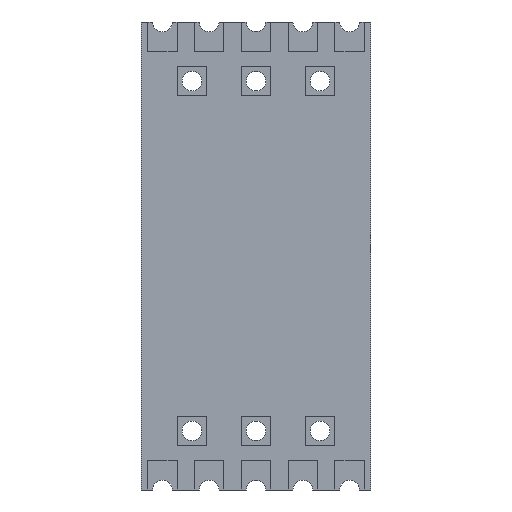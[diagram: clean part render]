
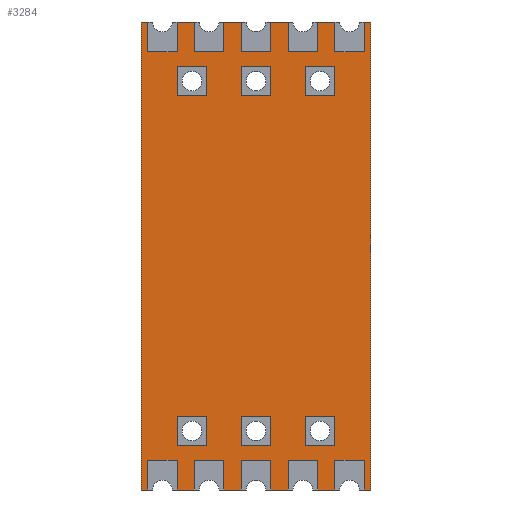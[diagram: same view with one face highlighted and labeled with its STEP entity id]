
A CAD part, front view. The second image highlights one B-rep face of the part: STEP entity #3284.
In plain terms, the highlighted planar face has unit normal (0, -1, 0).
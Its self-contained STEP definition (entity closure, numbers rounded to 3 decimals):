
#3284=ADVANCED_FACE('',(#5979,#5981,#5983,#5985,#5987,#5989,#5991),#5993,.T.);
#5979=FACE_BOUND('',#5980,.T.);
#5980=EDGE_LOOP('',(#7773,#7774,#7775,#7776,#7777,#7778,#7779,#7780,#7781,#7782,
#7783,#7784,#7785,#7786,#7787,#7788,#7789,#7790,#7791,#7792,#7793,#7794,#7795,#7796));
#5981=FACE_BOUND('',#5982,.T.);
#5982=EDGE_LOOP('',(#7797));
#5983=FACE_BOUND('',#5984,.T.);
#5984=EDGE_LOOP('',(#7798));
#5985=FACE_BOUND('',#5986,.T.);
#5986=EDGE_LOOP('',(#7799));
#5987=FACE_BOUND('',#5988,.T.);
#5988=EDGE_LOOP('',(#7800));
#5989=FACE_BOUND('',#5990,.T.);
#5990=EDGE_LOOP('',(#7801));
#5991=FACE_BOUND('',#5992,.T.);
#5992=EDGE_LOOP('',(#7802));
#5993=PLANE('',#5994);
#5994=AXIS2_PLACEMENT_3D('',#5995,#5996,#5997);
#5995=CARTESIAN_POINT('',(-4.65,-3.75,-9.5));
#5996=DIRECTION('',(0.,-1.,0.));
#5997=DIRECTION('',(1.,0.,0.));
#7773=ORIENTED_EDGE('',*,*,#8708,.F.);
#7774=ORIENTED_EDGE('',*,*,#8709,.T.);
#7775=ORIENTED_EDGE('',*,*,#8710,.F.);
#7776=ORIENTED_EDGE('',*,*,#8711,.T.);
#7777=ORIENTED_EDGE('',*,*,#8712,.T.);
#7778=ORIENTED_EDGE('',*,*,#8713,.F.);
#7779=ORIENTED_EDGE('',*,*,#8714,.T.);
#7780=ORIENTED_EDGE('',*,*,#8715,.F.);
#7781=ORIENTED_EDGE('',*,*,#8716,.T.);
#7782=ORIENTED_EDGE('',*,*,#8717,.F.);
#7783=ORIENTED_EDGE('',*,*,#8718,.T.);
#7784=ORIENTED_EDGE('',*,*,#8719,.F.);
#7785=ORIENTED_EDGE('',*,*,#8720,.T.);
#7786=ORIENTED_EDGE('',*,*,#8721,.F.);
#7787=ORIENTED_EDGE('',*,*,#8722,.T.);
#7788=ORIENTED_EDGE('',*,*,#8723,.F.);
#7789=ORIENTED_EDGE('',*,*,#8724,.F.);
#7790=ORIENTED_EDGE('',*,*,#8725,.T.);
#7791=ORIENTED_EDGE('',*,*,#8726,.F.);
#7792=ORIENTED_EDGE('',*,*,#8727,.T.);
#7793=ORIENTED_EDGE('',*,*,#8728,.F.);
#7794=ORIENTED_EDGE('',*,*,#8729,.T.);
#7795=ORIENTED_EDGE('',*,*,#8730,.F.);
#7796=ORIENTED_EDGE('',*,*,#8731,.T.);
#7797=ORIENTED_EDGE('',*,*,#8732,.T.);
#7798=ORIENTED_EDGE('',*,*,#8733,.T.);
#7799=ORIENTED_EDGE('',*,*,#8734,.T.);
#7800=ORIENTED_EDGE('',*,*,#8735,.T.);
#7801=ORIENTED_EDGE('',*,*,#8736,.T.);
#7802=ORIENTED_EDGE('',*,*,#8737,.T.);
#8708=EDGE_CURVE('',#10079,#10080,#10081,.T.);
#8709=EDGE_CURVE('',#10079,#10082,#10083,.T.);
#8710=EDGE_CURVE('',#10084,#10082,#10085,.T.);
#8711=EDGE_CURVE('',#10084,#10086,#10087,.T.);
#8712=EDGE_CURVE('',#10086,#10088,#10089,.T.);
#8713=EDGE_CURVE('',#10090,#10088,#10091,.T.);
#8714=EDGE_CURVE('',#10090,#10092,#10093,.T.);
#8715=EDGE_CURVE('',#10094,#10092,#10095,.T.);
#8716=EDGE_CURVE('',#10094,#10096,#10097,.T.);
#8717=EDGE_CURVE('',#10098,#10096,#10099,.T.);
#8718=EDGE_CURVE('',#10098,#10100,#10101,.T.);
#8719=EDGE_CURVE('',#10102,#10100,#10103,.T.);
#8720=EDGE_CURVE('',#10102,#10104,#10105,.T.);
#8721=EDGE_CURVE('',#10106,#10104,#10107,.T.);
#8722=EDGE_CURVE('',#10106,#10108,#10109,.T.);
#8723=EDGE_CURVE('',#10110,#10108,#10111,.T.);
#8724=EDGE_CURVE('',#10112,#10110,#10113,.T.);
#8725=EDGE_CURVE('',#10112,#10114,#10115,.T.);
#8726=EDGE_CURVE('',#10116,#10114,#10117,.T.);
#8727=EDGE_CURVE('',#10116,#10118,#10119,.T.);
#8728=EDGE_CURVE('',#10120,#10118,#10121,.T.);
#8729=EDGE_CURVE('',#10120,#10122,#10123,.T.);
#8730=EDGE_CURVE('',#10124,#10122,#10125,.T.);
#8731=EDGE_CURVE('',#10124,#10080,#10126,.T.);
#8732=EDGE_CURVE('',#10127,#10127,#10128,.T.);
#8733=EDGE_CURVE('',#10129,#10129,#10130,.T.);
#8734=EDGE_CURVE('',#10131,#10131,#10132,.T.);
#8735=EDGE_CURVE('',#10133,#10133,#10134,.T.);
#8736=EDGE_CURVE('',#10135,#10135,#10136,.T.);
#8737=EDGE_CURVE('',#10137,#10137,#10138,.T.);
#10079=VERTEX_POINT('',#13120);
#10080=VERTEX_POINT('',#13121);
#10081=LINE('',#13122,#13123);
#10082=VERTEX_POINT('',#13125);
#10083=CIRCLE('',#13126,0.4);
#10084=VERTEX_POINT('',#13130);
#10085=LINE('',#13131,#13132);
#10086=VERTEX_POINT('',#13134);
#10087=LINE('',#13135,#13136);
#10088=VERTEX_POINT('',#13138);
#10089=LINE('',#13139,#13140);
#10090=VERTEX_POINT('',#13142);
#10091=CIRCLE('',#13143,0.4);
#10092=VERTEX_POINT('',#13147);
#10093=LINE('',#13148,#13149);
#10094=VERTEX_POINT('',#13151);
#10095=CIRCLE('',#13152,0.4);
#10096=VERTEX_POINT('',#13156);
#10097=LINE('',#13157,#13158);
#10098=VERTEX_POINT('',#13160);
#10099=CIRCLE('',#13161,0.4);
#10100=VERTEX_POINT('',#13165);
#10101=LINE('',#13166,#13167);
#10102=VERTEX_POINT('',#13169);
#10103=CIRCLE('',#13170,0.4);
#10104=VERTEX_POINT('',#13174);
#10105=LINE('',#13175,#13176);
#10106=VERTEX_POINT('',#13178);
#10107=CIRCLE('',#13179,0.4);
#10108=VERTEX_POINT('',#13183);
#10109=LINE('',#13184,#13185);
#10110=VERTEX_POINT('',#13187);
#10111=LINE('',#13188,#13189);
#10112=VERTEX_POINT('',#13191);
#10113=LINE('',#13192,#13193);
#10114=VERTEX_POINT('',#13195);
#10115=CIRCLE('',#13196,0.4);
#10116=VERTEX_POINT('',#13200);
#10117=LINE('',#13201,#13202);
#10118=VERTEX_POINT('',#13204);
#10119=CIRCLE('',#13205,0.4);
#10120=VERTEX_POINT('',#13209);
#10121=LINE('',#13210,#13211);
#10122=VERTEX_POINT('',#13213);
#10123=CIRCLE('',#13214,0.4);
#10124=VERTEX_POINT('',#13218);
#10125=LINE('',#13219,#13220);
#10126=CIRCLE('',#13222,0.4);
#10127=VERTEX_POINT('',#13226);
#10128=CIRCLE('',#13227,0.4);
#10129=VERTEX_POINT('',#13231);
#10130=CIRCLE('',#13232,0.4);
#10131=VERTEX_POINT('',#13236);
#10132=CIRCLE('',#13237,0.4);
#10133=VERTEX_POINT('',#13241);
#10134=CIRCLE('',#13242,0.4);
#10135=VERTEX_POINT('',#13246);
#10136=CIRCLE('',#13247,0.4);
#10137=VERTEX_POINT('',#13251);
#10138=CIRCLE('',#13252,0.4);
#13120=CARTESIAN_POINT('',(-3.4,-3.75,9.5));
#13121=CARTESIAN_POINT('',(-2.3,-3.75,9.5));
#13122=CARTESIAN_POINT('',(-3.4,-3.75,9.5));
#13123=VECTOR('',#13124,1.);
#13124=DIRECTION('',(1.,0.,0.));
#13125=CARTESIAN_POINT('',(-4.2,-3.75,9.5));
#13126=AXIS2_PLACEMENT_3D('',#13127,#13128,#13129);
#13127=CARTESIAN_POINT('',(-3.8,-3.75,9.5));
#13128=DIRECTION('',(-0.,1.,0.));
#13129=DIRECTION('',(1.,0.,0.));
#13130=CARTESIAN_POINT('',(-4.65,-3.75,9.5));
#13131=CARTESIAN_POINT('',(-4.65,-3.75,9.5));
#13132=VECTOR('',#13133,1.);
#13133=DIRECTION('',(1.,0.,0.));
#13134=CARTESIAN_POINT('',(-4.65,-3.75,-9.5));
#13135=CARTESIAN_POINT('',(-4.65,-3.75,9.5));
#13136=VECTOR('',#13137,1.);
#13137=DIRECTION('',(0.,0.,-1.));
#13138=CARTESIAN_POINT('',(-4.2,-3.75,-9.5));
#13139=CARTESIAN_POINT('',(-4.65,-3.75,-9.5));
#13140=VECTOR('',#13141,1.);
#13141=DIRECTION('',(1.,0.,0.));
#13142=CARTESIAN_POINT('',(-3.4,-3.75,-9.5));
#13143=AXIS2_PLACEMENT_3D('',#13144,#13145,#13146);
#13144=CARTESIAN_POINT('',(-3.8,-3.75,-9.5));
#13145=DIRECTION('',(0.,-1.,0.));
#13146=DIRECTION('',(1.,0.,0.));
#13147=CARTESIAN_POINT('',(-2.3,-3.75,-9.5));
#13148=CARTESIAN_POINT('',(-3.4,-3.75,-9.5));
#13149=VECTOR('',#13150,1.);
#13150=DIRECTION('',(1.,0.,0.));
#13151=CARTESIAN_POINT('',(-1.5,-3.75,-9.5));
#13152=AXIS2_PLACEMENT_3D('',#13153,#13154,#13155);
#13153=CARTESIAN_POINT('',(-1.9,-3.75,-9.5));
#13154=DIRECTION('',(0.,-1.,0.));
#13155=DIRECTION('',(1.,0.,0.));
#13156=CARTESIAN_POINT('',(-0.4,-3.75,-9.5));
#13157=CARTESIAN_POINT('',(-1.5,-3.75,-9.5));
#13158=VECTOR('',#13159,1.);
#13159=DIRECTION('',(1.,0.,0.));
#13160=CARTESIAN_POINT('',(0.4,-3.75,-9.5));
#13161=AXIS2_PLACEMENT_3D('',#13162,#13163,#13164);
#13162=CARTESIAN_POINT('',(0.,-3.75,-9.5));
#13163=DIRECTION('',(0.,-1.,0.));
#13164=DIRECTION('',(1.,0.,0.));
#13165=CARTESIAN_POINT('',(1.5,-3.75,-9.5));
#13166=CARTESIAN_POINT('',(0.4,-3.75,-9.5));
#13167=VECTOR('',#13168,1.);
#13168=DIRECTION('',(1.,0.,0.));
#13169=CARTESIAN_POINT('',(2.3,-3.75,-9.5));
#13170=AXIS2_PLACEMENT_3D('',#13171,#13172,#13173);
#13171=CARTESIAN_POINT('',(1.9,-3.75,-9.5));
#13172=DIRECTION('',(0.,-1.,0.));
#13173=DIRECTION('',(1.,0.,0.));
#13174=CARTESIAN_POINT('',(3.4,-3.75,-9.5));
#13175=CARTESIAN_POINT('',(2.3,-3.75,-9.5));
#13176=VECTOR('',#13177,1.);
#13177=DIRECTION('',(1.,0.,0.));
#13178=CARTESIAN_POINT('',(4.2,-3.75,-9.5));
#13179=AXIS2_PLACEMENT_3D('',#13180,#13181,#13182);
#13180=CARTESIAN_POINT('',(3.8,-3.75,-9.5));
#13181=DIRECTION('',(0.,-1.,0.));
#13182=DIRECTION('',(1.,0.,0.));
#13183=CARTESIAN_POINT('',(4.65,-3.75,-9.5));
#13184=CARTESIAN_POINT('',(4.2,-3.75,-9.5));
#13185=VECTOR('',#13186,1.);
#13186=DIRECTION('',(1.,0.,0.));
#13187=CARTESIAN_POINT('',(4.65,-3.75,9.5));
#13188=CARTESIAN_POINT('',(4.65,-3.75,9.5));
#13189=VECTOR('',#13190,1.);
#13190=DIRECTION('',(0.,0.,-1.));
#13191=CARTESIAN_POINT('',(4.2,-3.75,9.5));
#13192=CARTESIAN_POINT('',(4.2,-3.75,9.5));
#13193=VECTOR('',#13194,1.);
#13194=DIRECTION('',(1.,0.,0.));
#13195=CARTESIAN_POINT('',(3.4,-3.75,9.5));
#13196=AXIS2_PLACEMENT_3D('',#13197,#13198,#13199);
#13197=CARTESIAN_POINT('',(3.8,-3.75,9.5));
#13198=DIRECTION('',(-0.,1.,0.));
#13199=DIRECTION('',(1.,0.,0.));
#13200=CARTESIAN_POINT('',(2.3,-3.75,9.5));
#13201=CARTESIAN_POINT('',(2.3,-3.75,9.5));
#13202=VECTOR('',#13203,1.);
#13203=DIRECTION('',(1.,0.,0.));
#13204=CARTESIAN_POINT('',(1.5,-3.75,9.5));
#13205=AXIS2_PLACEMENT_3D('',#13206,#13207,#13208);
#13206=CARTESIAN_POINT('',(1.9,-3.75,9.5));
#13207=DIRECTION('',(-0.,1.,0.));
#13208=DIRECTION('',(1.,0.,0.));
#13209=CARTESIAN_POINT('',(0.4,-3.75,9.5));
#13210=CARTESIAN_POINT('',(0.4,-3.75,9.5));
#13211=VECTOR('',#13212,1.);
#13212=DIRECTION('',(1.,0.,0.));
#13213=CARTESIAN_POINT('',(-0.4,-3.75,9.5));
#13214=AXIS2_PLACEMENT_3D('',#13215,#13216,#13217);
#13215=CARTESIAN_POINT('',(0.,-3.75,9.5));
#13216=DIRECTION('',(-0.,1.,0.));
#13217=DIRECTION('',(1.,0.,0.));
#13218=CARTESIAN_POINT('',(-1.5,-3.75,9.5));
#13219=CARTESIAN_POINT('',(-1.5,-3.75,9.5));
#13220=VECTOR('',#13221,1.);
#13221=DIRECTION('',(1.,0.,0.));
#13222=AXIS2_PLACEMENT_3D('',#13223,#13224,#13225);
#13223=CARTESIAN_POINT('',(-1.9,-3.75,9.5));
#13224=DIRECTION('',(-0.,1.,0.));
#13225=DIRECTION('',(1.,0.,0.));
#13226=CARTESIAN_POINT('',(2.6,-3.75,-7.5));
#13227=AXIS2_PLACEMENT_3D('',#13228,#13229,#13230);
#13228=CARTESIAN_POINT('',(2.6,-3.75,-7.1));
#13229=DIRECTION('',(-0.,1.,-0.));
#13230=DIRECTION('',(0.,0.,-1.));
#13231=CARTESIAN_POINT('',(-2.6,-3.75,-7.5));
#13232=AXIS2_PLACEMENT_3D('',#13233,#13234,#13235);
#13233=CARTESIAN_POINT('',(-2.6,-3.75,-7.1));
#13234=DIRECTION('',(-0.,1.,-0.));
#13235=DIRECTION('',(0.,0.,-1.));
#13236=CARTESIAN_POINT('',(0.,-3.75,6.7));
#13237=AXIS2_PLACEMENT_3D('',#13238,#13239,#13240);
#13238=CARTESIAN_POINT('',(0.,-3.75,7.1));
#13239=DIRECTION('',(-0.,1.,-0.));
#13240=DIRECTION('',(0.,0.,-1.));
#13241=CARTESIAN_POINT('',(2.6,-3.75,6.7));
#13242=AXIS2_PLACEMENT_3D('',#13243,#13244,#13245);
#13243=CARTESIAN_POINT('',(2.6,-3.75,7.1));
#13244=DIRECTION('',(-0.,1.,-0.));
#13245=DIRECTION('',(0.,0.,-1.));
#13246=CARTESIAN_POINT('',(-2.6,-3.75,6.7));
#13247=AXIS2_PLACEMENT_3D('',#13248,#13249,#13250);
#13248=CARTESIAN_POINT('',(-2.6,-3.75,7.1));
#13249=DIRECTION('',(-0.,1.,-0.));
#13250=DIRECTION('',(0.,0.,-1.));
#13251=CARTESIAN_POINT('',(0.,-3.75,-7.5));
#13252=AXIS2_PLACEMENT_3D('',#13253,#13254,#13255);
#13253=CARTESIAN_POINT('',(0.,-3.75,-7.1));
#13254=DIRECTION('',(-0.,1.,-0.));
#13255=DIRECTION('',(0.,0.,-1.));
